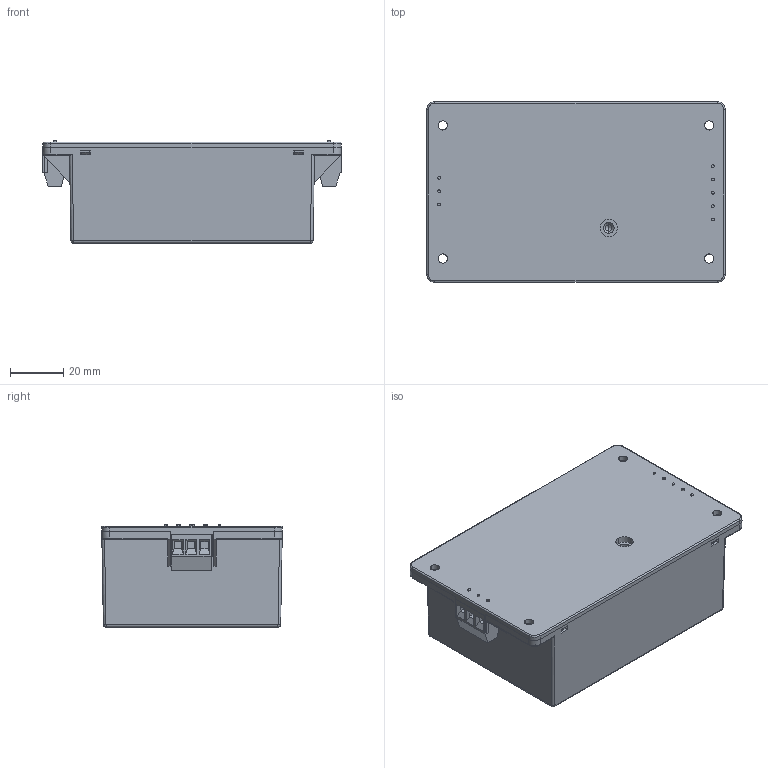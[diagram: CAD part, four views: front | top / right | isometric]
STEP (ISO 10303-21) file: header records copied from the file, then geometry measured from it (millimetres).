
FILE_DESCRIPTION (( 'STEP AP203' ), '1' );
FILE_NAME ('TMDC60.STEP', '2015-01-28T01:42:41', ( 'SuperXP' ), ( 'mychat' ), 'SwSTEP 2.0', 'SolidWorks 2009', '' );
FILE_SCHEMA (( 'CONFIG_CONTROL_DESIGN' ));
Length unit declared in the file: millimetre
Products named in the file (7): TMDC60; IN; 5C; OUT; CASE; BASE; 3C
Assembly tree (6 placements, depth 2):
  TMDC60
    IN
    5C
    CASE
    3C
    BASE
    OUT
Bounding box: 112 x 67.8 x 38.5 mm (x, y, z)
Volume: 34712.4 mm3; surface area: 68255.2 mm2
Topology: 6 solids, 6 shells, 886 faces, 2314 edges, 1499 vertices
Faces by surface type: plane 558, cylinder 248, bspline 76, cone 4
Entity records: 31657 total; most frequent: CARTESIAN_POINT 9439, ORIENTED_EDGE 4584, DIRECTION 4122, EDGE_CURVE 2292, VECTOR 1614, LINE 1614, VERTEX_POINT 1497, AXIS2_PLACEMENT_3D 1254
